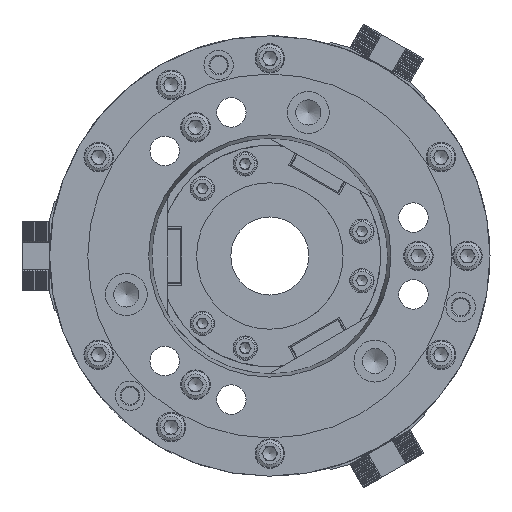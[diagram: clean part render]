
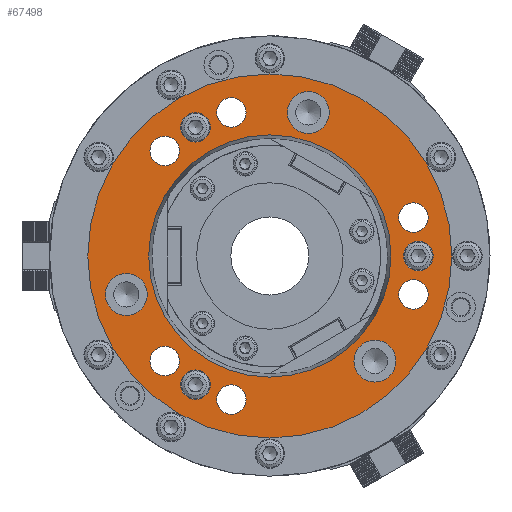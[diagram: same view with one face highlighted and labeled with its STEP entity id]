
A CAD part, left-side view. The second image highlights one B-rep face of the part: STEP entity #67498.
In plain terms, the highlighted planar face has unit normal (-1, 0, 0).
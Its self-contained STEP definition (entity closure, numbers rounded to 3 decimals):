
#1371=CIRCLE('',#72135,12.1);
#1375=CIRCLE('',#72142,12.1);
#1384=CIRCLE('',#72159,12.1);
#1399=CIRCLE('',#72184,8.5);
#1404=CIRCLE('',#72193,8.5);
#1416=CIRCLE('',#72213,8.5);
#1434=CIRCLE('',#72243,8.5);
#1439=CIRCLE('',#72252,8.5);
#1446=CIRCLE('',#72265,8.5);
#1459=CIRCLE('',#72288,8.5);
#1464=CIRCLE('',#72297,8.5);
#1471=CIRCLE('',#72311,8.5);
#1475=CIRCLE('',#72317,69.86);
#1476=CIRCLE('',#72319,105.);
#18718=ORIENTED_EDGE('',*,*,#28902,.T.);
#18719=ORIENTED_EDGE('',*,*,#28892,.F.);
#18720=ORIENTED_EDGE('',*,*,#28887,.F.);
#18721=ORIENTED_EDGE('',*,*,#28852,.T.);
#18722=ORIENTED_EDGE('',*,*,#28857,.T.);
#18723=ORIENTED_EDGE('',*,*,#28867,.F.);
#18724=ORIENTED_EDGE('',*,*,#28823,.T.);
#18725=ORIENTED_EDGE('',*,*,#28803,.F.);
#18726=ORIENTED_EDGE('',*,*,#28798,.F.);
#18727=ORIENTED_EDGE('',*,*,#28907,.F.);
#18728=ORIENTED_EDGE('',*,*,#28906,.T.);
#18729=ORIENTED_EDGE('',*,*,#28775,.F.);
#18730=ORIENTED_EDGE('',*,*,#28766,.F.);
#18731=ORIENTED_EDGE('',*,*,#28762,.F.);
#28762=EDGE_CURVE('',#35354,#35354,#1371,.T.);
#28766=EDGE_CURVE('',#35359,#35359,#1375,.T.);
#28775=EDGE_CURVE('',#35369,#35369,#1384,.T.);
#28798=EDGE_CURVE('',#35388,#35388,#1399,.T.);
#28803=EDGE_CURVE('',#35393,#35393,#1404,.T.);
#28823=EDGE_CURVE('',#35409,#35409,#1416,.T.);
#28852=EDGE_CURVE('',#35433,#35433,#1434,.T.);
#28857=EDGE_CURVE('',#35438,#35438,#1439,.T.);
#28867=EDGE_CURVE('',#35445,#35445,#1446,.T.);
#28887=EDGE_CURVE('',#35461,#35461,#1459,.T.);
#28892=EDGE_CURVE('',#35466,#35466,#1464,.T.);
#28902=EDGE_CURVE('',#35473,#35473,#1471,.T.);
#28906=EDGE_CURVE('',#35476,#35476,#1475,.T.);
#28907=EDGE_CURVE('',#35477,#35477,#1476,.T.);
#35354=VERTEX_POINT('',#107968);
#35359=VERTEX_POINT('',#107980);
#35369=VERTEX_POINT('',#108007);
#35388=VERTEX_POINT('',#108059);
#35393=VERTEX_POINT('',#108073);
#35409=VERTEX_POINT('',#108117);
#35433=VERTEX_POINT('',#108182);
#35438=VERTEX_POINT('',#108196);
#35445=VERTEX_POINT('',#108219);
#35461=VERTEX_POINT('',#108265);
#35466=VERTEX_POINT('',#108279);
#35473=VERTEX_POINT('',#108303);
#35476=VERTEX_POINT('',#108312);
#35477=VERTEX_POINT('',#108315);
#55920=EDGE_LOOP('',(#18718));
#55921=EDGE_LOOP('',(#18719));
#55922=EDGE_LOOP('',(#18720));
#55923=EDGE_LOOP('',(#18721));
#55924=EDGE_LOOP('',(#18722));
#55925=EDGE_LOOP('',(#18723));
#55926=EDGE_LOOP('',(#18724));
#55927=EDGE_LOOP('',(#18725));
#55928=EDGE_LOOP('',(#18726));
#55929=EDGE_LOOP('',(#18727));
#55930=EDGE_LOOP('',(#18728));
#55931=EDGE_LOOP('',(#18729));
#55932=EDGE_LOOP('',(#18730));
#55933=EDGE_LOOP('',(#18731));
#60381=FACE_BOUND('',#55920,.T.);
#60382=FACE_BOUND('',#55921,.T.);
#60383=FACE_BOUND('',#55922,.T.);
#60384=FACE_BOUND('',#55923,.T.);
#60385=FACE_BOUND('',#55924,.T.);
#60386=FACE_BOUND('',#55925,.T.);
#60387=FACE_BOUND('',#55926,.T.);
#60388=FACE_BOUND('',#55927,.T.);
#60389=FACE_BOUND('',#55928,.T.);
#60390=FACE_BOUND('',#55929,.T.);
#60391=FACE_BOUND('',#55930,.T.);
#60392=FACE_BOUND('',#55931,.T.);
#60393=FACE_BOUND('',#55932,.T.);
#60394=FACE_BOUND('',#55933,.T.);
#64115=PLANE('',#72318);
#67498=ADVANCED_FACE('',(#60381,#60382,#60383,#60384,#60385,#60386,#60387,
#60388,#60389,#60390,#60391,#60392,#60393,#60394),#64115,.T.);
#72135=AXIS2_PLACEMENT_3D('',#107967,#88306,#88307);
#72142=AXIS2_PLACEMENT_3D('',#107979,#88320,#88321);
#72159=AXIS2_PLACEMENT_3D('',#108006,#88354,#88355);
#72184=AXIS2_PLACEMENT_3D('',#108058,#88412,#88413);
#72193=AXIS2_PLACEMENT_3D('',#108072,#88430,#88431);
#72213=AXIS2_PLACEMENT_3D('',#108116,#88478,#88479);
#72243=AXIS2_PLACEMENT_3D('',#108181,#88549,#88550);
#72252=AXIS2_PLACEMENT_3D('',#108195,#88567,#88568);
#72265=AXIS2_PLACEMENT_3D('',#108218,#88596,#88597);
#72288=AXIS2_PLACEMENT_3D('',#108264,#88649,#88650);
#72297=AXIS2_PLACEMENT_3D('',#108278,#88667,#88668);
#72311=AXIS2_PLACEMENT_3D('',#108302,#88698,#88699);
#72317=AXIS2_PLACEMENT_3D('',#108311,#88710,#88711);
#72318=AXIS2_PLACEMENT_3D('',#108313,#88712,#88713);
#72319=AXIS2_PLACEMENT_3D('',#108314,#88714,#88715);
#88306=DIRECTION('',(-1.,0.,0.));
#88307=DIRECTION('',(0.,0.,1.));
#88320=DIRECTION('',(-1.,0.,0.));
#88321=DIRECTION('',(0.,0.,1.));
#88354=DIRECTION('',(-1.,0.,0.));
#88355=DIRECTION('',(0.,0.,1.));
#88412=DIRECTION('',(-1.,0.,0.));
#88413=DIRECTION('',(0.,0.,1.));
#88430=DIRECTION('',(-1.,0.,0.));
#88431=DIRECTION('',(0.,0.,1.));
#88478=DIRECTION('',(1.,0.,0.));
#88479=DIRECTION('',(0.,-0.866,0.5));
#88549=DIRECTION('',(1.,0.,0.));
#88550=DIRECTION('',(0.,0.866,0.5));
#88567=DIRECTION('',(1.,0.,0.));
#88568=DIRECTION('',(0.,0.866,0.5));
#88596=DIRECTION('',(-1.,0.,0.));
#88597=DIRECTION('',(0.,0.866,-0.5));
#88649=DIRECTION('',(-1.,0.,0.));
#88650=DIRECTION('',(0.,-0.866,-0.5));
#88667=DIRECTION('',(-1.,0.,0.));
#88668=DIRECTION('',(0.,-0.866,-0.5));
#88698=DIRECTION('',(1.,0.,0.));
#88699=DIRECTION('',(0.,0.,-1.));
#88710=DIRECTION('',(1.,0.,0.));
#88711=DIRECTION('',(0.,0.,-1.));
#88712=DIRECTION('',(-1.,0.,0.));
#88713=DIRECTION('',(0.,0.,1.));
#88714=DIRECTION('',(1.,0.,0.));
#88715=DIRECTION('',(0.,0.,-1.));
#107967=CARTESIAN_POINT('',(-114.,-22.187,82.804));
#107968=CARTESIAN_POINT('',(-114.,-22.187,94.904));
#107979=CARTESIAN_POINT('',(-114.,-60.617,-60.617));
#107980=CARTESIAN_POINT('',(-114.,-60.617,-48.517));
#108006=CARTESIAN_POINT('',(-114.,82.804,-22.187));
#108007=CARTESIAN_POINT('',(-114.,82.804,-10.087));
#108058=CARTESIAN_POINT('',(-114.,42.863,-74.24));
#108059=CARTESIAN_POINT('',(-114.,42.863,-65.74));
#108072=CARTESIAN_POINT('',(-114.,60.617,-60.617));
#108073=CARTESIAN_POINT('',(-114.,60.617,-52.117));
#108116=CARTESIAN_POINT('',(-114.,22.187,-82.804));
#108117=CARTESIAN_POINT('',(-114.,14.826,-78.554));
#108181=CARTESIAN_POINT('',(-114.,-85.725,0.));
#108182=CARTESIAN_POINT('',(-114.,-78.364,4.25));
#108195=CARTESIAN_POINT('',(-114.,-82.804,22.187));
#108196=CARTESIAN_POINT('',(-114.,-75.443,26.437));
#108218=CARTESIAN_POINT('',(-114.,-82.804,-22.187));
#108219=CARTESIAN_POINT('',(-114.,-75.443,-26.437));
#108264=CARTESIAN_POINT('',(-114.,42.863,74.24));
#108265=CARTESIAN_POINT('',(-114.,35.501,69.99));
#108278=CARTESIAN_POINT('',(-114.,22.187,82.804));
#108279=CARTESIAN_POINT('',(-114.,14.826,78.554));
#108302=CARTESIAN_POINT('',(-114.,60.617,60.617));
#108303=CARTESIAN_POINT('',(-114.,60.617,52.117));
#108311=CARTESIAN_POINT('',(-114.,0.,0.));
#108312=CARTESIAN_POINT('',(-114.,0.,-69.86));
#108313=CARTESIAN_POINT('',(-114.,52.5,-90.933));
#108314=CARTESIAN_POINT('',(-114.,0.,0.));
#108315=CARTESIAN_POINT('',(-114.,0.,-105.));
